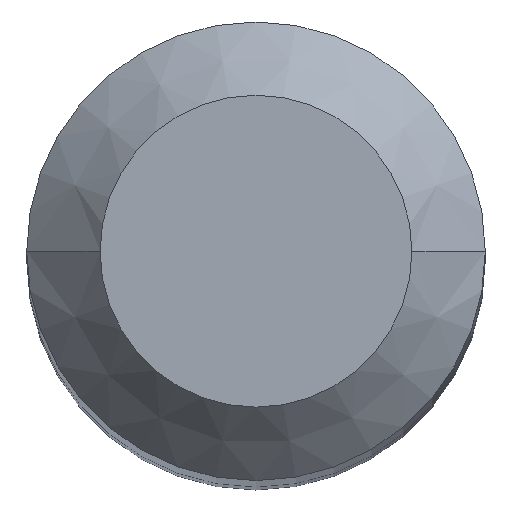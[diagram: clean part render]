
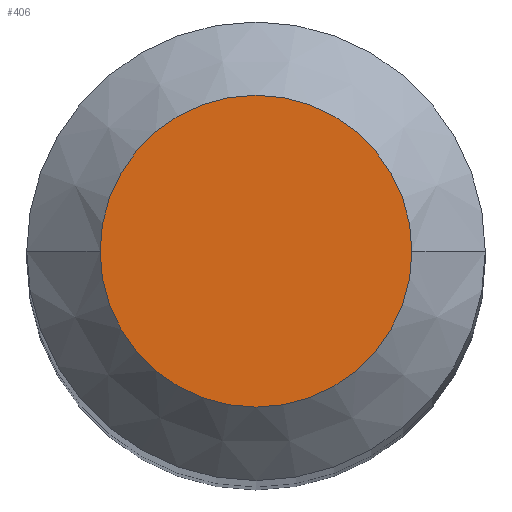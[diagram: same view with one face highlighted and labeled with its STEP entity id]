
A CAD part, top view. The second image highlights one B-rep face of the part: STEP entity #406.
In plain terms, the highlighted planar face has unit normal (0, 0, 1).
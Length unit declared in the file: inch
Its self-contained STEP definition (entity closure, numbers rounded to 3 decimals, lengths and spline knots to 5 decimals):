
#21 = DIRECTION ( 'NONE',  ( 0., 0., 1. ) ) ;
#48 = AXIS2_PLACEMENT_3D ( 'NONE', #369, #71, #104 ) ;
#50 = DIRECTION ( 'NONE',  ( 1., 0., 0. ) ) ;
#71 = DIRECTION ( 'NONE',  ( 0., 0., -1. ) ) ;
#78 = ORIENTED_EDGE ( 'NONE', *, *, #150, .T. ) ;
#87 = EDGE_CURVE ( 'NONE', #313, #350, #240, .T. ) ;
#104 = DIRECTION ( 'NONE',  ( -1., 0., 0. ) ) ;
#150 = EDGE_CURVE ( 'NONE', #350, #313, #316, .T. ) ;
#169 = PLANE ( 'NONE',  #48 ) ;
#226 = AXIS2_PLACEMENT_3D ( 'NONE', #324, #321, #50 ) ;
#237 = CARTESIAN_POINT ( 'NONE',  ( -0.0425, 0., 0. ) ) ;
#240 = CIRCLE ( 'NONE', #226, 0.0425 ) ;
#274 = ORIENTED_EDGE ( 'NONE', *, *, #87, .T. ) ;
#294 = DIRECTION ( 'NONE',  ( 1., 0., 0. ) ) ;
#300 = FACE_OUTER_BOUND ( 'NONE', #370, .T. ) ;
#313 = VERTEX_POINT ( 'NONE', #237 ) ;
#316 = CIRCLE ( 'NONE', #419, 0.0425 ) ;
#321 = DIRECTION ( 'NONE',  ( 0., 0., 1. ) ) ;
#324 = CARTESIAN_POINT ( 'NONE',  ( 0., 0., 0. ) ) ;
#331 = CARTESIAN_POINT ( 'NONE',  ( 0., 0., 0. ) ) ;
#345 = CARTESIAN_POINT ( 'NONE',  ( 0.0425, 0., 0. ) ) ;
#350 = VERTEX_POINT ( 'NONE', #345 ) ;
#369 = CARTESIAN_POINT ( 'NONE',  ( 0., 0.0425, 0. ) ) ;
#370 = EDGE_LOOP ( 'NONE', ( #274, #78 ) ) ;
#406 = ADVANCED_FACE ( 'NONE', ( #300 ), #169, .F. ) ;
#419 = AXIS2_PLACEMENT_3D ( 'NONE', #331, #21, #294 ) ;
